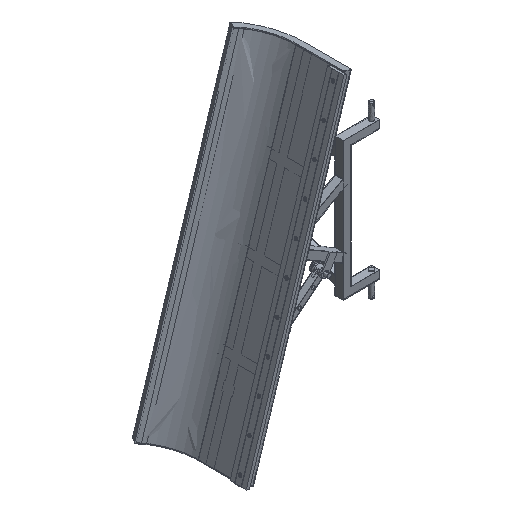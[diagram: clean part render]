
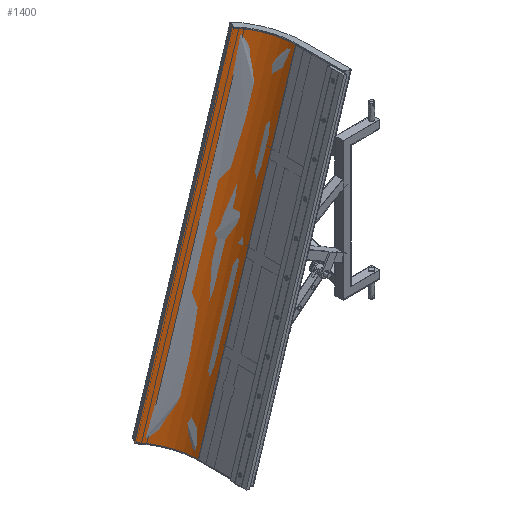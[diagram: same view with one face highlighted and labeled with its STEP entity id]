
A CAD part, isometric view. The second image highlights one B-rep face of the part: STEP entity #1400.
In plain terms, the highlighted free-form (B-spline) face has degree [2, 1] with [3, 2] control points.
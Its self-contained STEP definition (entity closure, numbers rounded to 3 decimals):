
#1126 = VERTEX_POINT('',#1127);
#1127 = CARTESIAN_POINT('',(-338.284,273.611,
    926.515));
#1132 = EDGE_CURVE('',#1133,#1126,#1135,.T.);
#1133 = VERTEX_POINT('',#1134);
#1134 = CARTESIAN_POINT('',(-197.687,63.15,
    882.363));
#1135 = ( BOUNDED_CURVE() B_SPLINE_CURVE(2,(#1136,#1137,#1138),
.UNSPECIFIED.,.F.,.F.) B_SPLINE_CURVE_WITH_KNOTS((3,3),(1.92,
3.142),.PIECEWISE_BEZIER_KNOTS.) CURVE() 
GEOMETRIC_REPRESENTATION_ITEM() RATIONAL_B_SPLINE_CURVE((1.,
0.819,1.)) REPRESENTATION_ITEM('') );
#1136 = CARTESIAN_POINT('',(-197.687,63.15,
    882.363));
#1137 = CARTESIAN_POINT('',(-197.687,219.974,
    882.363));
#1138 = CARTESIAN_POINT('',(-338.284,273.611,
    926.515));
#1205 = VERTEX_POINT('',#1206);
#1206 = CARTESIAN_POINT('',(-734.499,63.15,
    -827.071));
#1211 = EDGE_CURVE('',#1205,#1212,#1214,.T.);
#1212 = VERTEX_POINT('',#1213);
#1213 = CARTESIAN_POINT('',(-875.096,273.611,
    -782.92));
#1214 = ( BOUNDED_CURVE() B_SPLINE_CURVE(2,(#1215,#1216,#1217),
.UNSPECIFIED.,.F.,.F.) B_SPLINE_CURVE_WITH_KNOTS((3,3),(1.92,
3.142),.PIECEWISE_BEZIER_KNOTS.) CURVE() 
GEOMETRIC_REPRESENTATION_ITEM() RATIONAL_B_SPLINE_CURVE((1.,
0.819,1.)) REPRESENTATION_ITEM('') );
#1215 = CARTESIAN_POINT('',(-734.499,63.15,
    -827.071));
#1216 = CARTESIAN_POINT('',(-734.499,219.974,
    -827.071));
#1217 = CARTESIAN_POINT('',(-875.096,273.611,
    -782.92));
#1356 = EDGE_CURVE('',#1133,#1205,#1357,.T.);
#1357 = B_SPLINE_CURVE_WITH_KNOTS('',1,(#1358,#1359),.UNSPECIFIED.,.F.,
  .F.,(2,2),(0.,2000.),.PIECEWISE_BEZIER_KNOTS.);
#1358 = CARTESIAN_POINT('',(-197.687,63.15,
    882.363));
#1359 = CARTESIAN_POINT('',(-734.499,63.15,
    -827.071));
#1400 = ADVANCED_FACE('',(#1401),#1411,.F.);
#1401 = FACE_BOUND('',#1402,.F.);
#1402 = EDGE_LOOP('',(#1403,#1404,#1405,#1410));
#1403 = ORIENTED_EDGE('',*,*,#1356,.T.);
#1404 = ORIENTED_EDGE('',*,*,#1211,.T.);
#1405 = ORIENTED_EDGE('',*,*,#1406,.F.);
#1406 = EDGE_CURVE('',#1126,#1212,#1407,.T.);
#1407 = B_SPLINE_CURVE_WITH_KNOTS('',1,(#1408,#1409),.UNSPECIFIED.,.F.,
  .F.,(2,2),(0.,2000.),.PIECEWISE_BEZIER_KNOTS.);
#1408 = CARTESIAN_POINT('',(-338.284,273.611,
    926.515));
#1409 = CARTESIAN_POINT('',(-875.096,273.611,
    -782.92));
#1410 = ORIENTED_EDGE('',*,*,#1132,.F.);
#1411 = ( BOUNDED_SURFACE() B_SPLINE_SURFACE(2,1,(
    (#1412,#1413)
    ,(#1414,#1415)
    ,(#1416,#1417
)),.UNSPECIFIED.,.F.,.F.,.F.) B_SPLINE_SURFACE_WITH_KNOTS((3,3),(2,2),(
    3.142,4.363),(0.,2000.),.PIECEWISE_BEZIER_KNOTS.) 
GEOMETRIC_REPRESENTATION_ITEM() RATIONAL_B_SPLINE_SURFACE((
    (1.,1.)
    ,(0.819,0.819)
,(1.,1.))) REPRESENTATION_ITEM('') SURFACE() );
#1412 = CARTESIAN_POINT('',(-338.284,273.611,
    926.515));
#1413 = CARTESIAN_POINT('',(-875.096,273.611,
    -782.92));
#1414 = CARTESIAN_POINT('',(-197.687,219.974,
    882.363));
#1415 = CARTESIAN_POINT('',(-734.499,219.974,
    -827.071));
#1416 = CARTESIAN_POINT('',(-197.687,63.15,
    882.363));
#1417 = CARTESIAN_POINT('',(-734.499,63.15,
    -827.071));
